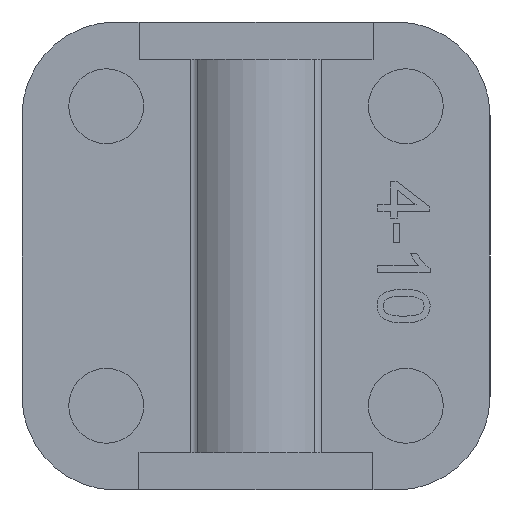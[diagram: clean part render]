
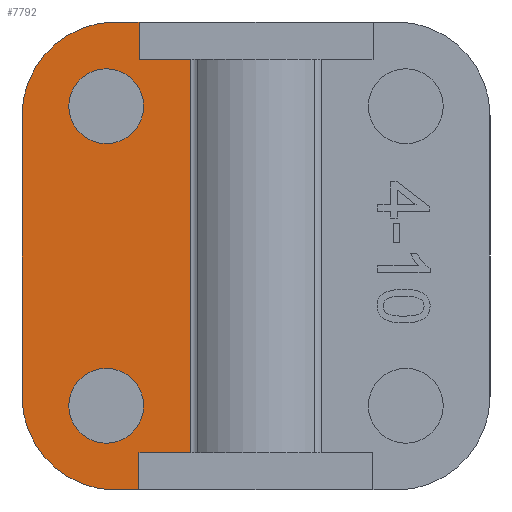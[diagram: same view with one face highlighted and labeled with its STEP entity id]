
A CAD part, front view. The second image highlights one B-rep face of the part: STEP entity #7792.
In plain terms, the highlighted face is planar.
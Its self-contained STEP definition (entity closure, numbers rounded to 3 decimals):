
#112 = CARTESIAN_POINT ( 'NONE',  ( 8., 0., 6.35 ) ) ;
#223 = VERTEX_POINT ( 'NONE', #5253 ) ;
#238 = CARTESIAN_POINT ( 'NONE',  ( 12.5, 0., 12.5 ) ) ;
#488 = CIRCLE ( 'NONE', #1684, 5. ) ;
#491 = CARTESIAN_POINT ( 'NONE',  ( -10.5, 0., 6.25 ) ) ;
#523 = VERTEX_POINT ( 'NONE', #8676 ) ;
#548 = CARTESIAN_POINT ( 'NONE',  ( 10.5, 0., 12.5 ) ) ;
#658 = EDGE_LOOP ( 'NONE', ( #8512, #2954 ) ) ;
#759 = AXIS2_PLACEMENT_3D ( 'NONE', #5544, #7663, #4760 ) ;
#1000 = ORIENTED_EDGE ( 'NONE', *, *, #9417, .F. ) ;
#1011 = CIRCLE ( 'NONE', #6574, 1.65 ) ;
#1057 = DIRECTION ( 'NONE',  ( 0., 0., 1. ) ) ;
#1145 = CARTESIAN_POINT ( 'NONE',  ( -8., 0., 6.35 ) ) ;
#1148 = VERTEX_POINT ( 'NONE', #112 ) ;
#1208 = CARTESIAN_POINT ( 'NONE',  ( 10.5, 0., 6.25 ) ) ;
#1373 = ORIENTED_EDGE ( 'NONE', *, *, #6261, .T. ) ;
#1401 = DIRECTION ( 'NONE',  ( 0., 0., -1. ) ) ;
#1459 = ORIENTED_EDGE ( 'NONE', *, *, #4193, .T. ) ;
#1510 = VECTOR ( 'NONE', #2697, 1000. ) ;
#1571 = EDGE_CURVE ( 'NONE', #5790, #223, #1632, .T. ) ;
#1616 = ORIENTED_EDGE ( 'NONE', *, *, #2669, .T. ) ;
#1622 = DIRECTION ( 'NONE',  ( 1., 0., 0. ) ) ;
#1632 = LINE ( 'NONE', #6944, #9202 ) ;
#1671 = AXIS2_PLACEMENT_3D ( 'NONE', #2006, #9407, #5713 ) ;
#1684 = AXIS2_PLACEMENT_3D ( 'NONE', #6780, #8443, #3295 ) ;
#1736 = CIRCLE ( 'NONE', #9300, 1.65 ) ;
#1952 = EDGE_LOOP ( 'NONE', ( #1000, #6076 ) ) ;
#1995 = EDGE_CURVE ( 'NONE', #7191, #223, #488, .T. ) ;
#2006 = CARTESIAN_POINT ( 'NONE',  ( -8., 0., 8. ) ) ;
#2081 = VERTEX_POINT ( 'NONE', #1145 ) ;
#2197 = VERTEX_POINT ( 'NONE', #8022 ) ;
#2287 = AXIS2_PLACEMENT_3D ( 'NONE', #2442, #4564, #1057 ) ;
#2437 = VECTOR ( 'NONE', #5884, 1000. ) ;
#2442 = CARTESIAN_POINT ( 'NONE',  ( 12.5, 0., 12.5 ) ) ;
#2588 = VERTEX_POINT ( 'NONE', #7596 ) ;
#2641 = FACE_OUTER_BOUND ( 'NONE', #6353, .T. ) ;
#2669 = EDGE_CURVE ( 'NONE', #8308, #2588, #3357, .T. ) ;
#2674 = CARTESIAN_POINT ( 'NONE',  ( -8., 0., 8. ) ) ;
#2697 = DIRECTION ( 'NONE',  ( 0., 0., -1. ) ) ;
#2723 = DIRECTION ( 'NONE',  ( 0., 1., 0. ) ) ;
#2745 = ORIENTED_EDGE ( 'NONE', *, *, #6884, .F. ) ;
#2807 = ORIENTED_EDGE ( 'NONE', *, *, #1571, .F. ) ;
#2939 = VERTEX_POINT ( 'NONE', #6684 ) ;
#2953 = ORIENTED_EDGE ( 'NONE', *, *, #9473, .F. ) ;
#2954 = ORIENTED_EDGE ( 'NONE', *, *, #4676, .F. ) ;
#3295 = DIRECTION ( 'NONE',  ( 0., 0., 1. ) ) ;
#3357 = LINE ( 'NONE', #238, #4820 ) ;
#3471 = VERTEX_POINT ( 'NONE', #9211 ) ;
#3552 = CARTESIAN_POINT ( 'NONE',  ( -12.5, 0., 12.5 ) ) ;
#3573 = VECTOR ( 'NONE', #4774, 1000. ) ;
#3726 = VERTEX_POINT ( 'NONE', #6061 ) ;
#3912 = CARTESIAN_POINT ( 'NONE',  ( -12.5, 0., 7.5 ) ) ;
#3958 = DIRECTION ( 'NONE',  ( -1., 0., 0. ) ) ;
#4094 = LINE ( 'NONE', #8992, #5356 ) ;
#4193 = EDGE_CURVE ( 'NONE', #5790, #8308, #6286, .T. ) ;
#4213 = FACE_BOUND ( 'NONE', #658, .T. ) ;
#4257 = EDGE_CURVE ( 'NONE', #2197, #1148, #1011, .T. ) ;
#4313 = DIRECTION ( 'NONE',  ( 0., 0., -1. ) ) ;
#4546 = CIRCLE ( 'NONE', #1671, 1.65 ) ;
#4564 = DIRECTION ( 'NONE',  ( 0., 1., 0. ) ) ;
#4632 = PLANE ( 'NONE',  #2287 ) ;
#4663 = VERTEX_POINT ( 'NONE', #491 ) ;
#4676 = EDGE_CURVE ( 'NONE', #1148, #2197, #7431, .T. ) ;
#4760 = DIRECTION ( 'NONE',  ( 0., 0., 1. ) ) ;
#4774 = DIRECTION ( 'NONE',  ( -1., 0., 0. ) ) ;
#4820 = VECTOR ( 'NONE', #9100, 1000. ) ;
#4909 = CARTESIAN_POINT ( 'NONE',  ( 12.5, 0., 7.5 ) ) ;
#4919 = LINE ( 'NONE', #548, #6414 ) ;
#5119 = CARTESIAN_POINT ( 'NONE',  ( 12.5, 0., 3.473 ) ) ;
#5253 = CARTESIAN_POINT ( 'NONE',  ( -7.5, 0., 12.5 ) ) ;
#5254 = ORIENTED_EDGE ( 'NONE', *, *, #5624, .F. ) ;
#5356 = VECTOR ( 'NONE', #1622, 1000. ) ;
#5544 = CARTESIAN_POINT ( 'NONE',  ( 8., 0., 8. ) ) ;
#5624 = EDGE_CURVE ( 'NONE', #3471, #4663, #4094, .T. ) ;
#5638 = LINE ( 'NONE', #5119, #2437 ) ;
#5713 = DIRECTION ( 'NONE',  ( 0., 0., 1. ) ) ;
#5743 = ORIENTED_EDGE ( 'NONE', *, *, #9038, .T. ) ;
#5745 = DIRECTION ( 'NONE',  ( 0., 0., 1. ) ) ;
#5790 = VERTEX_POINT ( 'NONE', #6693 ) ;
#5884 = DIRECTION ( 'NONE',  ( -1., 0., 0. ) ) ;
#6061 = CARTESIAN_POINT ( 'NONE',  ( -8., 0., 9.65 ) ) ;
#6076 = ORIENTED_EDGE ( 'NONE', *, *, #8411, .F. ) ;
#6261 = EDGE_CURVE ( 'NONE', #6810, #523, #4919, .T. ) ;
#6286 = CIRCLE ( 'NONE', #7693, 5. ) ;
#6353 = EDGE_LOOP ( 'NONE', ( #2807, #1459, #1616, #7639, #1373, #5743, #2953, #5254, #2745, #8829 ) ) ;
#6414 = VECTOR ( 'NONE', #4313, 1000. ) ;
#6574 = AXIS2_PLACEMENT_3D ( 'NONE', #7698, #8428, #8692 ) ;
#6684 = CARTESIAN_POINT ( 'NONE',  ( -10.5, 0., 3.473 ) ) ;
#6693 = CARTESIAN_POINT ( 'NONE',  ( 7.5, 0., 12.5 ) ) ;
#6757 = EDGE_CURVE ( 'NONE', #2588, #6810, #6766, .T. ) ;
#6766 = LINE ( 'NONE', #7099, #3573 ) ;
#6773 = LINE ( 'NONE', #7074, #1510 ) ;
#6780 = CARTESIAN_POINT ( 'NONE',  ( -7.5, 0., 7.5 ) ) ;
#6810 = VERTEX_POINT ( 'NONE', #1208 ) ;
#6884 = EDGE_CURVE ( 'NONE', #7191, #3471, #9410, .T. ) ;
#6944 = CARTESIAN_POINT ( 'NONE',  ( 12.5, 0., 12.5 ) ) ;
#7074 = CARTESIAN_POINT ( 'NONE',  ( -10.5, 0., 12.5 ) ) ;
#7099 = CARTESIAN_POINT ( 'NONE',  ( 12.5, 0., 6.25 ) ) ;
#7113 = VECTOR ( 'NONE', #1401, 1000. ) ;
#7191 = VERTEX_POINT ( 'NONE', #3912 ) ;
#7221 = DIRECTION ( 'NONE',  ( 0., 1., 0. ) ) ;
#7431 = CIRCLE ( 'NONE', #759, 1.65 ) ;
#7596 = CARTESIAN_POINT ( 'NONE',  ( 12.5, 0., 6.25 ) ) ;
#7639 = ORIENTED_EDGE ( 'NONE', *, *, #6757, .T. ) ;
#7663 = DIRECTION ( 'NONE',  ( 0., 1., 0. ) ) ;
#7693 = AXIS2_PLACEMENT_3D ( 'NONE', #8762, #7221, #5745 ) ;
#7698 = CARTESIAN_POINT ( 'NONE',  ( 8., 0., 8. ) ) ;
#7792 = ADVANCED_FACE ( 'NONE', ( #4213, #8468, #2641 ), #4632, .T. ) ;
#7839 = DIRECTION ( 'NONE',  ( 0., 0., 1. ) ) ;
#8022 = CARTESIAN_POINT ( 'NONE',  ( 8., 0., 9.65 ) ) ;
#8308 = VERTEX_POINT ( 'NONE', #4909 ) ;
#8411 = EDGE_CURVE ( 'NONE', #2081, #3726, #4546, .T. ) ;
#8428 = DIRECTION ( 'NONE',  ( 0., 1., 0. ) ) ;
#8443 = DIRECTION ( 'NONE',  ( 0., 1., 0. ) ) ;
#8468 = FACE_BOUND ( 'NONE', #1952, .T. ) ;
#8512 = ORIENTED_EDGE ( 'NONE', *, *, #4257, .F. ) ;
#8676 = CARTESIAN_POINT ( 'NONE',  ( 10.5, 0., 3.473 ) ) ;
#8692 = DIRECTION ( 'NONE',  ( 0., 0., 1. ) ) ;
#8762 = CARTESIAN_POINT ( 'NONE',  ( 7.5, 0., 7.5 ) ) ;
#8829 = ORIENTED_EDGE ( 'NONE', *, *, #1995, .T. ) ;
#8992 = CARTESIAN_POINT ( 'NONE',  ( 12.5, 0., 6.25 ) ) ;
#9038 = EDGE_CURVE ( 'NONE', #523, #2939, #5638, .T. ) ;
#9100 = DIRECTION ( 'NONE',  ( 0., 0., -1. ) ) ;
#9202 = VECTOR ( 'NONE', #3958, 1000. ) ;
#9211 = CARTESIAN_POINT ( 'NONE',  ( -12.5, 0., 6.25 ) ) ;
#9300 = AXIS2_PLACEMENT_3D ( 'NONE', #2674, #2723, #7839 ) ;
#9407 = DIRECTION ( 'NONE',  ( 0., 1., 0. ) ) ;
#9410 = LINE ( 'NONE', #3552, #7113 ) ;
#9417 = EDGE_CURVE ( 'NONE', #3726, #2081, #1736, .T. ) ;
#9473 = EDGE_CURVE ( 'NONE', #4663, #2939, #6773, .T. ) ;
